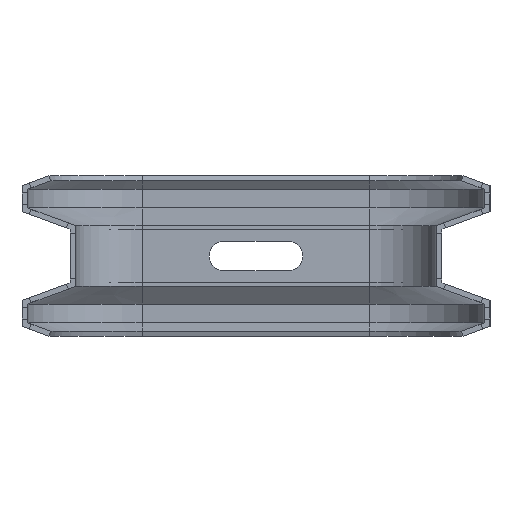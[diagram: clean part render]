
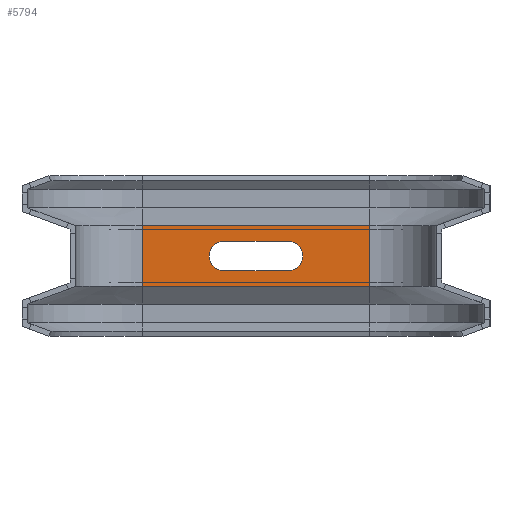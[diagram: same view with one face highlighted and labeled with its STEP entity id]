
A CAD part, left-side view. The second image highlights one B-rep face of the part: STEP entity #5794.
In plain terms, the highlighted planar face has unit normal (-1, 0, 0).
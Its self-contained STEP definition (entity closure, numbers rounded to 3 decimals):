
#34 = LINE ( 'NONE', #384, #2816 ) ;
#113 = VECTOR ( 'NONE', #180, 1000. ) ;
#168 = VECTOR ( 'NONE', #4229, 1000. ) ;
#180 = DIRECTION ( 'NONE',  ( 0., 0., -1. ) ) ;
#192 = ORIENTED_EDGE ( 'NONE', *, *, #2595, .F. ) ;
#249 = VERTEX_POINT ( 'NONE', #6145 ) ;
#259 = LINE ( 'NONE', #3683, #168 ) ;
#274 = CARTESIAN_POINT ( 'NONE',  ( 525., 110., 11.4 ) ) ;
#384 = CARTESIAN_POINT ( 'NONE',  ( 525., 79.5, -5.5 ) ) ;
#476 = CARTESIAN_POINT ( 'NONE',  ( 525., 25., -10. ) ) ;
#485 = DIRECTION ( 'NONE',  ( -1., 0., 0. ) ) ;
#505 = VECTOR ( 'NONE', #2035, 1000. ) ;
#634 = VERTEX_POINT ( 'NONE', #4448 ) ;
#679 = LINE ( 'NONE', #2103, #505 ) ;
#775 = CARTESIAN_POINT ( 'NONE',  ( 525., 25., 0. ) ) ;
#824 = CARTESIAN_POINT ( 'NONE',  ( 525., 79.5, 5.5 ) ) ;
#865 = DIRECTION ( 'NONE',  ( -1., 0., 0. ) ) ;
#971 = EDGE_CURVE ( 'NONE', #4264, #3086, #4333, .T. ) ;
#1009 = DIRECTION ( 'NONE',  ( 0., 0., -1. ) ) ;
#1027 = CARTESIAN_POINT ( 'NONE',  ( 525., 25., 11.4 ) ) ;
#1032 = ORIENTED_EDGE ( 'NONE', *, *, #5896, .T. ) ;
#1071 = EDGE_CURVE ( 'NONE', #5826, #249, #3732, .T. ) ;
#1095 = CARTESIAN_POINT ( 'NONE',  ( 525., 55.5, -5.5 ) ) ;
#1165 = DIRECTION ( 'NONE',  ( -1., 0., 0. ) ) ;
#1631 = VECTOR ( 'NONE', #2674, 1000. ) ;
#1716 = VERTEX_POINT ( 'NONE', #1095 ) ;
#2035 = DIRECTION ( 'NONE',  ( 0., 1., 0. ) ) ;
#2078 = ORIENTED_EDGE ( 'NONE', *, *, #2525, .F. ) ;
#2084 = ORIENTED_EDGE ( 'NONE', *, *, #5938, .T. ) ;
#2102 = EDGE_CURVE ( 'NONE', #3502, #1716, #34, .T. ) ;
#2103 = CARTESIAN_POINT ( 'NONE',  ( 525., 25., 11.4 ) ) ;
#2197 = CARTESIAN_POINT ( 'NONE',  ( 525., 55.5, 0. ) ) ;
#2484 = CARTESIAN_POINT ( 'NONE',  ( 525., 55.5, 0. ) ) ;
#2525 = EDGE_CURVE ( 'NONE', #5824, #634, #6540, .T. ) ;
#2595 = EDGE_CURVE ( 'NONE', #1716, #3106, #5270, .T. ) ;
#2600 = PLANE ( 'NONE',  #4561 ) ;
#2674 = DIRECTION ( 'NONE',  ( 0., 1., 0. ) ) ;
#2816 = VECTOR ( 'NONE', #4738, 1000. ) ;
#2958 = DIRECTION ( 'NONE',  ( 0., -1., 0. ) ) ;
#3086 = VERTEX_POINT ( 'NONE', #4321 ) ;
#3106 = VERTEX_POINT ( 'NONE', #3236 ) ;
#3170 = CARTESIAN_POINT ( 'NONE',  ( 525., 79.5, 0. ) ) ;
#3198 = DIRECTION ( 'NONE',  ( 0., -1., 0. ) ) ;
#3236 = CARTESIAN_POINT ( 'NONE',  ( 525., 50., 0. ) ) ;
#3434 = AXIS2_PLACEMENT_3D ( 'NONE', #3170, #485, #3198 ) ;
#3502 = VERTEX_POINT ( 'NONE', #5089 ) ;
#3613 = AXIS2_PLACEMENT_3D ( 'NONE', #2484, #865, #2958 ) ;
#3683 = CARTESIAN_POINT ( 'NONE',  ( 525., 25., -11.4 ) ) ;
#3732 = LINE ( 'NONE', #824, #1631 ) ;
#3822 = VECTOR ( 'NONE', #6224, 1000. ) ;
#3864 = ORIENTED_EDGE ( 'NONE', *, *, #5940, .F. ) ;
#3891 = FACE_OUTER_BOUND ( 'NONE', #4857, .T. ) ;
#4060 = FACE_BOUND ( 'NONE', #4839, .T. ) ;
#4184 = AXIS2_PLACEMENT_3D ( 'NONE', #2197, #1165, #5974 ) ;
#4229 = DIRECTION ( 'NONE',  ( 0., -1., 0. ) ) ;
#4264 = VERTEX_POINT ( 'NONE', #274 ) ;
#4321 = CARTESIAN_POINT ( 'NONE',  ( 525., 110., -11.4 ) ) ;
#4333 = LINE ( 'NONE', #6759, #3822 ) ;
#4396 = CIRCLE ( 'NONE', #4184, 5.5 ) ;
#4448 = CARTESIAN_POINT ( 'NONE',  ( 525., 25., -11.4 ) ) ;
#4526 = CIRCLE ( 'NONE', #3434, 5.5 ) ;
#4561 = AXIS2_PLACEMENT_3D ( 'NONE', #476, #5294, #1009 ) ;
#4693 = ORIENTED_EDGE ( 'NONE', *, *, #5076, .F. ) ;
#4738 = DIRECTION ( 'NONE',  ( 0., -1., 0. ) ) ;
#4839 = EDGE_LOOP ( 'NONE', ( #6282, #4693, #5302, #3864, #192 ) ) ;
#4857 = EDGE_LOOP ( 'NONE', ( #6821, #1032, #2078, #2084 ) ) ;
#5076 = EDGE_CURVE ( 'NONE', #249, #3502, #4526, .T. ) ;
#5089 = CARTESIAN_POINT ( 'NONE',  ( 525., 79.5, -5.5 ) ) ;
#5270 = CIRCLE ( 'NONE', #3613, 5.5 ) ;
#5294 = DIRECTION ( 'NONE',  ( 1., 0., 0. ) ) ;
#5302 = ORIENTED_EDGE ( 'NONE', *, *, #1071, .F. ) ;
#5794 = ADVANCED_FACE ( 'NONE', ( #4060, #3891 ), #2600, .F. ) ;
#5824 = VERTEX_POINT ( 'NONE', #1027 ) ;
#5826 = VERTEX_POINT ( 'NONE', #6380 ) ;
#5896 = EDGE_CURVE ( 'NONE', #3086, #634, #259, .T. ) ;
#5938 = EDGE_CURVE ( 'NONE', #5824, #4264, #679, .T. ) ;
#5940 = EDGE_CURVE ( 'NONE', #3106, #5826, #4396, .T. ) ;
#5974 = DIRECTION ( 'NONE',  ( 0., -1., 0. ) ) ;
#6145 = CARTESIAN_POINT ( 'NONE',  ( 525., 79.5, 5.5 ) ) ;
#6224 = DIRECTION ( 'NONE',  ( 0., 0., -1. ) ) ;
#6282 = ORIENTED_EDGE ( 'NONE', *, *, #2102, .F. ) ;
#6380 = CARTESIAN_POINT ( 'NONE',  ( 525., 55.5, 5.5 ) ) ;
#6540 = LINE ( 'NONE', #775, #113 ) ;
#6759 = CARTESIAN_POINT ( 'NONE',  ( 525., 110., -10. ) ) ;
#6821 = ORIENTED_EDGE ( 'NONE', *, *, #971, .T. ) ;
